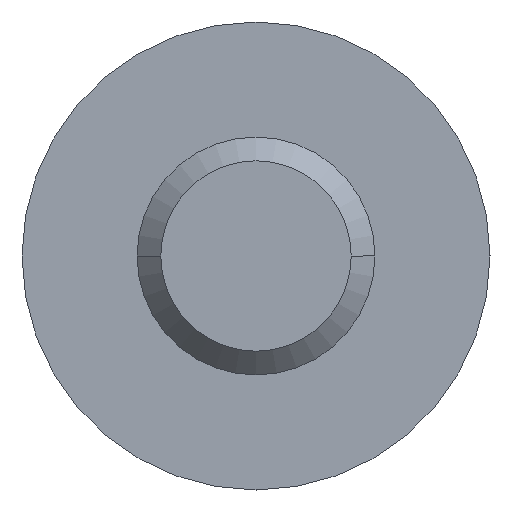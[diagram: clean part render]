
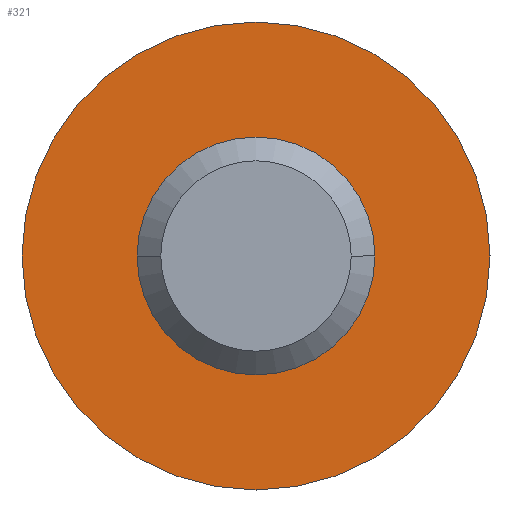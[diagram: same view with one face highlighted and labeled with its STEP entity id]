
A CAD part, front view. The second image highlights one B-rep face of the part: STEP entity #321.
In plain terms, the highlighted planar face has unit normal (0, -1, 0).
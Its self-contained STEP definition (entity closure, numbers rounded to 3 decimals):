
#1 = AXIS2_PLACEMENT_3D ( 'NONE', #218, #76, #15 ) ;
#9 = CIRCLE ( 'NONE', #408, 2.95 ) ;
#15 = DIRECTION ( 'NONE',  ( -1., 0., 0. ) ) ;
#64 = VERTEX_POINT ( 'NONE', #298 ) ;
#70 = EDGE_LOOP ( 'NONE', ( #275, #236 ) ) ;
#76 = DIRECTION ( 'NONE',  ( 0., 1., 0. ) ) ;
#82 = CARTESIAN_POINT ( 'NONE',  ( -2.95, 20., 0. ) ) ;
#84 = DIRECTION ( 'NONE',  ( -1., 0., 0. ) ) ;
#97 = EDGE_CURVE ( 'NONE', #64, #119, #144, .T. ) ;
#107 = CARTESIAN_POINT ( 'NONE',  ( 2.95, 20., 0. ) ) ;
#119 = VERTEX_POINT ( 'NONE', #301 ) ;
#144 = CIRCLE ( 'NONE', #1, 1.5 ) ;
#146 = VERTEX_POINT ( 'NONE', #82 ) ;
#148 = CARTESIAN_POINT ( 'NONE',  ( 0., 20., 0. ) ) ;
#149 = AXIS2_PLACEMENT_3D ( 'NONE', #211, #251, #282 ) ;
#161 = EDGE_CURVE ( 'NONE', #119, #64, #285, .T. ) ;
#166 = DIRECTION ( 'NONE',  ( 0., 1., 0. ) ) ;
#167 = EDGE_CURVE ( 'NONE', #398, #146, #9, .T. ) ;
#170 = DIRECTION ( 'NONE',  ( -1., 0., 0. ) ) ;
#205 = PLANE ( 'NONE',  #149 ) ;
#211 = CARTESIAN_POINT ( 'NONE',  ( 1.5, 20., 0. ) ) ;
#218 = CARTESIAN_POINT ( 'NONE',  ( 0., 20., 0. ) ) ;
#235 = DIRECTION ( 'NONE',  ( 0., 1., 0. ) ) ;
#236 = ORIENTED_EDGE ( 'NONE', *, *, #161, .T. ) ;
#242 = EDGE_LOOP ( 'NONE', ( #436, #346 ) ) ;
#251 = DIRECTION ( 'NONE',  ( 0., 1., 0. ) ) ;
#273 = DIRECTION ( 'NONE',  ( 0., 1., 0. ) ) ;
#275 = ORIENTED_EDGE ( 'NONE', *, *, #97, .T. ) ;
#282 = DIRECTION ( 'NONE',  ( -1., 0., 0. ) ) ;
#285 = CIRCLE ( 'NONE', #369, 1.5 ) ;
#296 = EDGE_CURVE ( 'NONE', #146, #398, #403, .T. ) ;
#298 = CARTESIAN_POINT ( 'NONE',  ( -1.5, 20., 0. ) ) ;
#301 = CARTESIAN_POINT ( 'NONE',  ( 1.5, 20., 0. ) ) ;
#305 = FACE_OUTER_BOUND ( 'NONE', #242, .T. ) ;
#318 = CARTESIAN_POINT ( 'NONE',  ( 0., 20., 0. ) ) ;
#321 = ADVANCED_FACE ( 'NONE', ( #305, #380 ), #205, .F. ) ;
#346 = ORIENTED_EDGE ( 'NONE', *, *, #167, .F. ) ;
#355 = AXIS2_PLACEMENT_3D ( 'NONE', #318, #166, #170 ) ;
#369 = AXIS2_PLACEMENT_3D ( 'NONE', #148, #235, #84 ) ;
#380 = FACE_BOUND ( 'NONE', #70, .T. ) ;
#382 = CARTESIAN_POINT ( 'NONE',  ( 0., 20., 0. ) ) ;
#398 = VERTEX_POINT ( 'NONE', #107 ) ;
#403 = CIRCLE ( 'NONE', #355, 2.95 ) ;
#408 = AXIS2_PLACEMENT_3D ( 'NONE', #382, #273, #412 ) ;
#412 = DIRECTION ( 'NONE',  ( -1., 0., 0. ) ) ;
#436 = ORIENTED_EDGE ( 'NONE', *, *, #296, .F. ) ;
